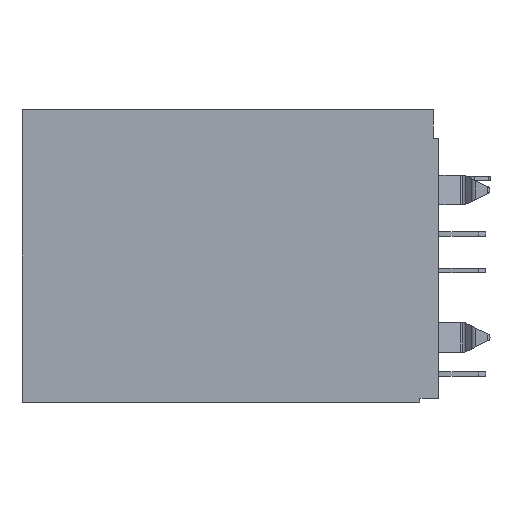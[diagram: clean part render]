
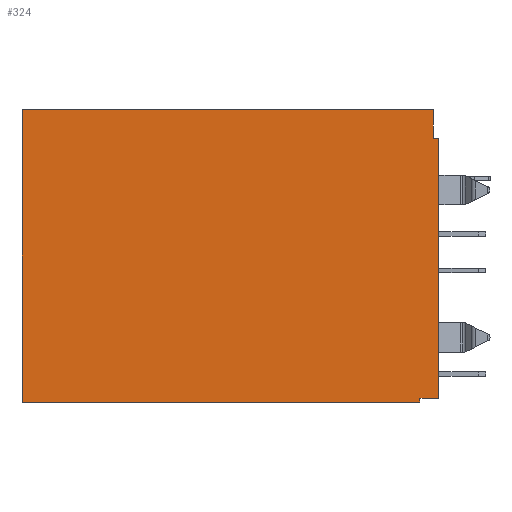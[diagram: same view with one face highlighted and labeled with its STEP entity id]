
A CAD part, left-side view. The second image highlights one B-rep face of the part: STEP entity #324.
In plain terms, the highlighted planar face has unit normal (-1, 0, 0).
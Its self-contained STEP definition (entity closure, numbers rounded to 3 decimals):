
#324=ADVANCED_FACE('',(#869),#870,.F.);
#869=FACE_OUTER_BOUND('',#1462,.T.);
#870=PLANE('',#1463);
#1462=EDGE_LOOP('',(#3407,#3408,#3409,#3410,#3411,#3412,#3413,#3414));
#1463=AXIS2_PLACEMENT_3D('',#3415,#3416,#3417);
#3407=ORIENTED_EDGE('',*,*,#4430,.T.);
#3408=ORIENTED_EDGE('',*,*,#4431,.F.);
#3409=ORIENTED_EDGE('',*,*,#4432,.T.);
#3410=ORIENTED_EDGE('',*,*,#4433,.T.);
#3411=ORIENTED_EDGE('',*,*,#4434,.F.);
#3412=ORIENTED_EDGE('',*,*,#4435,.T.);
#3413=ORIENTED_EDGE('',*,*,#4436,.T.);
#3414=ORIENTED_EDGE('',*,*,#4437,.F.);
#3415=CARTESIAN_POINT('',(-7.0,-15.99,-10.059));
#3416=DIRECTION('',(1.0,0.0,0.));
#3417=DIRECTION('',(0.,0.0,-1.0));
#4430=EDGE_CURVE('',#5571,#5572,#5573,.T.);
#4431=EDGE_CURVE('',#5574,#5572,#5575,.T.);
#4432=EDGE_CURVE('',#5574,#5576,#5577,.T.);
#4433=EDGE_CURVE('',#5576,#5578,#5579,.T.);
#4434=EDGE_CURVE('',#5580,#5578,#5581,.T.);
#4435=EDGE_CURVE('',#5580,#5582,#5583,.T.);
#4436=EDGE_CURVE('',#5582,#5584,#5585,.T.);
#4437=EDGE_CURVE('',#5571,#5584,#5586,.T.);
#5571=VERTEX_POINT('',#7446);
#5572=VERTEX_POINT('',#7447);
#5573=LINE('',#7448,#7449);
#5574=VERTEX_POINT('',#7450);
#5575=LINE('',#7451,#7452);
#5576=VERTEX_POINT('',#7453);
#5577=LINE('',#7454,#7455);
#5578=VERTEX_POINT('',#7456);
#5579=LINE('',#7457,#7458);
#5580=VERTEX_POINT('',#7459);
#5581=LINE('',#7460,#7461);
#5582=VERTEX_POINT('',#7462);
#5583=LINE('',#7463,#7464);
#5584=VERTEX_POINT('',#7465);
#5585=LINE('',#7466,#7467);
#5586=LINE('',#7468,#7469);
#7446=CARTESIAN_POINT('',(-7.0,-28.5,-19.738));
#7447=CARTESIAN_POINT('',(-7.0,-28.5,-1.945));
#7448=CARTESIAN_POINT('',(-7.0,-28.5,-4.495));
#7449=VECTOR('',#8548,1.0);
#7450=CARTESIAN_POINT('',(-7.0,-28.127,-1.945));
#7451=CARTESIAN_POINT('',(-7.0,-28.127,-1.945));
#7452=VECTOR('',#8549,1.0);
#7453=CARTESIAN_POINT('',(-7.0,-28.127,0.));
#7454=CARTESIAN_POINT('',(-7.0,-28.127,-1.945));
#7455=VECTOR('',#8550,1.0);
#7456=CARTESIAN_POINT('',(-7.0,0.0,0.));
#7457=CARTESIAN_POINT('',(-7.0,-28.127,0.));
#7458=VECTOR('',#8551,1.0);
#7459=CARTESIAN_POINT('',(-7.0,0.,-20.0));
#7460=CARTESIAN_POINT('',(-7.0,0.,-20.0));
#7461=VECTOR('',#8552,1.0);
#7462=CARTESIAN_POINT('',(-7.0,-27.21,-20.0));
#7463=CARTESIAN_POINT('',(-7.0,0.,-20.0));
#7464=VECTOR('',#8553,1.0);
#7465=CARTESIAN_POINT('',(-7.0,-27.21,-19.738));
#7466=CARTESIAN_POINT('',(-7.0,-27.21,-20.0));
#7467=VECTOR('',#8554,1.0);
#7468=CARTESIAN_POINT('',(-7.0,-28.5,-19.738));
#7469=VECTOR('',#8555,1.0);
#8548=DIRECTION('',(0.,0.,1.0));
#8549=DIRECTION('',(0.0,-1.0,0.0));
#8550=DIRECTION('',(0.,0.0,1.0));
#8551=DIRECTION('',(0.,1.0,0.));
#8552=DIRECTION('',(0.,0.,1.0));
#8553=DIRECTION('',(0.0,-1.0,0.0));
#8554=DIRECTION('',(0.,0.0,1.0));
#8555=DIRECTION('',(0.0,1.0,0.0));
